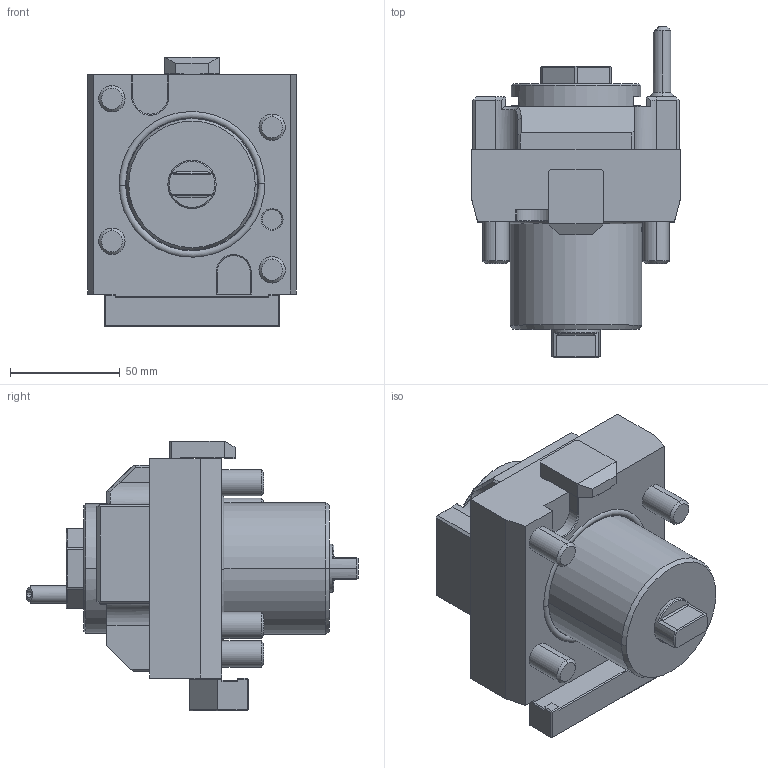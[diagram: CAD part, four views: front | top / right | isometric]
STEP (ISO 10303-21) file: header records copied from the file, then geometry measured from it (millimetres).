
FILE_DESCRIPTION((''),'2;1');
FILE_NAME('NGT2_60_105_32_1T_JA','2025-07-16T',('vali'),('NOVA GRUP'),'PRO/ENGINEER BY PARAMETRIC TECHNOLOGY CORPORATION, 2010280','PRO/ENGINEER BY PARAMETRIC TECHNOLOGY CORPORATION, 2010280','');
FILE_SCHEMA(('CONFIG_CONTROL_DESIGN'));
Length unit declared in the file: millimetre
Products named in the file (1): NGT2_60_105_32_1T_JA
Bounding box: 95 x 151.34 x 123 mm (x, y, z)
Volume: 657834.7 mm3; surface area: 63234.7 mm2
Topology: 1 solids, 1 shells, 323 faces, 807 edges, 489 vertices
Faces by surface type: plane 197, cylinder 61, cone 41, bspline 20, sphere 2, torus 2
Entity records: 10241 total; most frequent: CARTESIAN_POINT 2751, ORIENTED_EDGE 1578, DIRECTION 1453, EDGE_CURVE 789, VECTOR 563, LINE 563, VERTEX_POINT 489, AXIS2_PLACEMENT_3D 445
